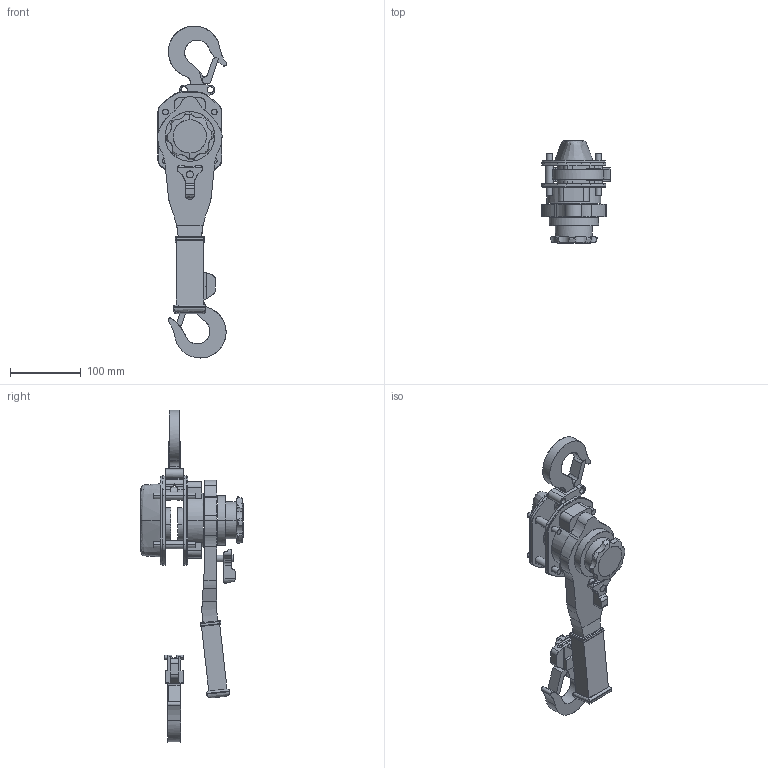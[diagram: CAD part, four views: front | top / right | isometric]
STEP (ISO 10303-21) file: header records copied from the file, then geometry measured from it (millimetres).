
FILE_DESCRIPTION(('STEP AP214'),'1');
FILE_NAME('KITO Spaklyftblock LB5-800.stp','2013-10-08T06:20:56',(' '),(' '),'Spatial InterOp 3D',' ',' ');
FILE_SCHEMA(('automotive_design'));
Length unit declared in the file: millimetre
Products named in the file (441): KITO Spaklyftblock LB5-800; Part350; Part349; Part348; Part347; Part346; Part345; Part344; Part343; Part342; Part341; Part340; Part339; Part338; Part337; Part336; Part335; Part334; Part333; Part332; Part331; Part330; Part329; Part328; Part327; Part326; Part325; Part324; Part323; Part322; Part321; Part320; Part319; Part318; Part317; Part316; Part315; Part314; Part313; Part312 ...
Assembly tree (440 placements, depth 2):
  KITO Spaklyftblock LB5-800
    Part350
    Part349
    Part348
    Part347
    Part346
    Part345
    Part344
    Part343
    Part342
    Part341
    Part340
    Part339
    Part338
    Part337
    Part336
    Part335
    Part334
    Part333
    Part332
    Part331
    Part330
    Part329
    Part328
    Part327
    Part326
    Part325
    Part324
    Part323
    Part322
    Part321
    Part320
    Part319
    Part318
    Part317
    Part316
    Part315
    Part314
    Part313
    Part312
    Part311
    Part310
    Part309
    Part308
    Part307
    Part306
    Part305
    Part304
    Part303
    Part302
    Part301
    Part300
    Part299
    Part298
    Part297
    Part296
    Part295
    Part294
    Part293
    Part292
Bounding box: 97.11 x 144.1 x 468.75 mm (x, y, z)
Surface area: 164951.8 mm2 (no closed solid volume)
Topology: 0 solids, 440 shells, 440 faces, 5469 edges, 5462 vertices
Faces by surface type: revolution 291, plane 147, bspline 2
Entity records: 68524 total; most frequent: CARTESIAN_POINT 29190, ORIENTED_EDGE 5462, EDGE_CURVE 5462, VERTEX_POINT 5462, B_SPLINE_CURVE_WITH_KNOTS 4595, DIRECTION 1926, PRODUCT_DEFINITION_SHAPE 881, AXIS2_PLACEMENT_3D 588
